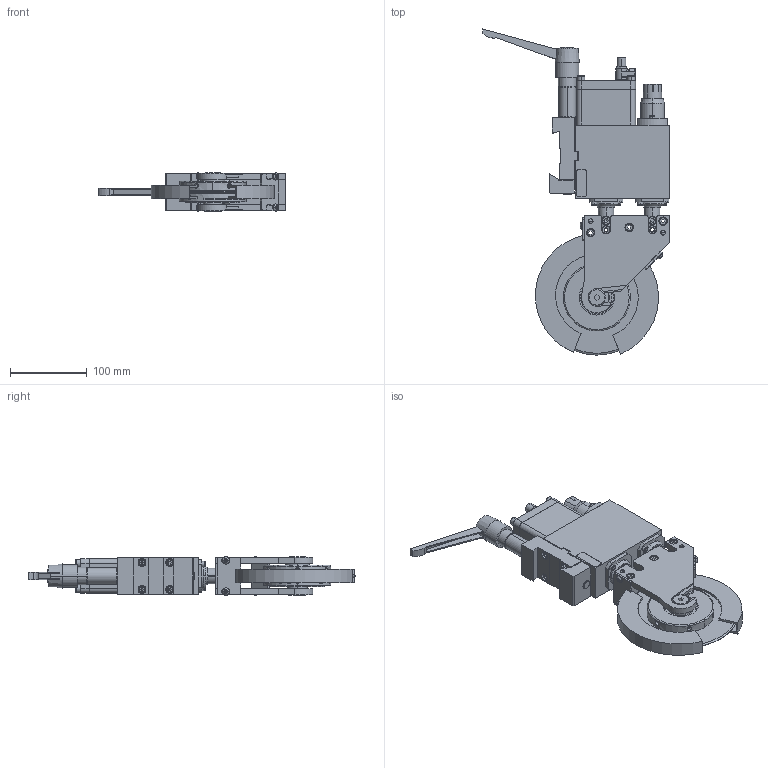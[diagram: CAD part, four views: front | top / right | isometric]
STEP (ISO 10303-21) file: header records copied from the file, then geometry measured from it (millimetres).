
FILE_DESCRIPTION (( 'STEP AP214' ), '1' );
FILE_NAME ('021512-10.STEP', '2022-06-22T18:02:46', ( '' ), ( '' ), 'SwSTEP 2.0', 'SolidWorks 2021', '' );
FILE_SCHEMA (( 'AUTOMOTIVE_DESIGN' ));
Length unit declared in the file: inch
Products named in the file (1): 021512-10
Bounding box: 242.75 x 423.97 x 50 mm (x, y, z)
Surface area: 285807.7 mm2 (no closed solid volume)
Topology: 0 solids, 89 shells, 896 faces, 3053 edges, 2144 vertices
Faces by surface type: plane 425, cylinder 290, cone 144, torus 17, sphere 15, bspline 5
Entity records: 46604 total; most frequent: CARTESIAN_POINT 8451, DIRECTION 5764, ORIENTED_EDGE 4800, EDGE_CURVE 3006, VERTEX_POINT 2144, AXIS2_PLACEMENT_3D 2017, LINE 1730, VECTOR 1730
